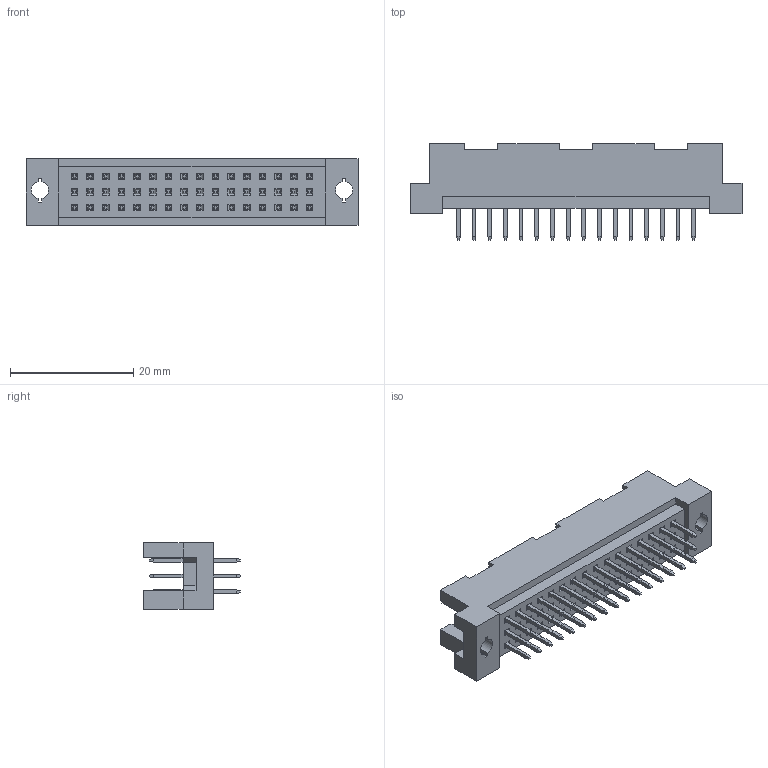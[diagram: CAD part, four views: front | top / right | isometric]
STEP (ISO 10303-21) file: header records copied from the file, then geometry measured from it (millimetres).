
FILE_DESCRIPTION((''),'2;1');
FILE_NAME('FES25422','2024-05-10T',('admin'),(''),'PRO/ENGINEER BY PARAMETRIC TECHNOLOGY CORPORATION, 2010280','PRO/ENGINEER BY PARAMETRIC TECHNOLOGY CORPORATION, 2010280','');
FILE_SCHEMA(('CONFIG_CONTROL_DESIGN'));
Length unit declared in the file: millimetre
Products named in the file (1): FES25422
Bounding box: 53.8 x 15.7 x 10.8 mm (x, y, z)
Volume: 2944.1 mm3; surface area: 4411.9 mm2
Topology: 1 solids, 1 shells, 1427 faces, 3384 edges, 2061 vertices
Faces by surface type: plane 1411, cylinder 16
Entity records: 39524 total; most frequent: CARTESIAN_POINT 6908, ORIENTED_EDGE 6768, DIRECTION 6254, EDGE_CURVE 3384, VECTOR 3344, LINE 3344, VERTEX_POINT 2061, EDGE_LOOP 1533
